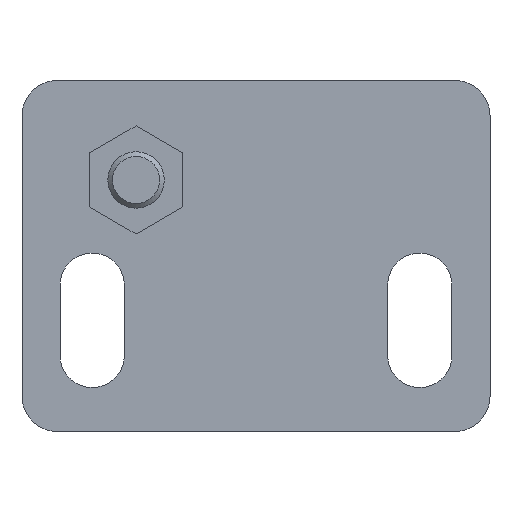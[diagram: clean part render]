
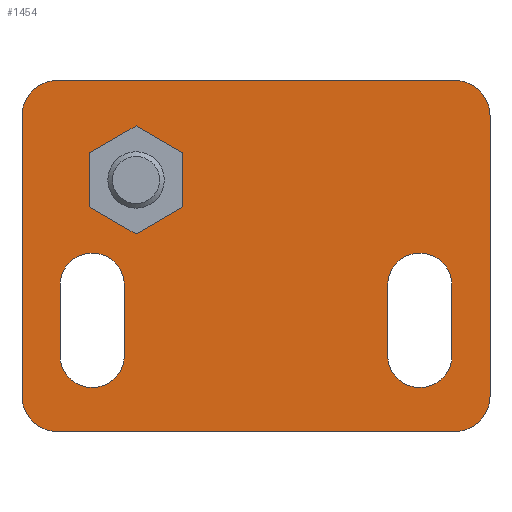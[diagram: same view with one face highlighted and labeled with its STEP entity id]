
A CAD part, left-side view. The second image highlights one B-rep face of the part: STEP entity #1454.
In plain terms, the highlighted face is planar.
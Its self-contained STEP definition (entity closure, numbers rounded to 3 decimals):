
#29=LINE('',#1947,#129);
#30=LINE('',#1951,#130);
#31=LINE('',#1955,#131);
#32=LINE('',#1959,#132);
#33=LINE('',#1963,#133);
#34=LINE('',#1967,#134);
#35=LINE('',#1971,#135);
#36=LINE('',#1975,#136);
#37=LINE('',#1976,#137);
#38=LINE('',#1979,#138);
#39=LINE('',#1981,#139);
#40=LINE('',#1983,#140);
#41=LINE('',#1985,#141);
#42=LINE('',#1987,#142);
#129=VECTOR('',#1637,1000.);
#130=VECTOR('',#1640,1000.);
#131=VECTOR('',#1643,1000.);
#132=VECTOR('',#1646,1000.);
#133=VECTOR('',#1649,1000.);
#134=VECTOR('',#1652,1000.);
#135=VECTOR('',#1655,1000.);
#136=VECTOR('',#1658,1000.);
#137=VECTOR('',#1659,1000.);
#138=VECTOR('',#1660,1000.);
#139=VECTOR('',#1661,1000.);
#140=VECTOR('',#1662,1000.);
#141=VECTOR('',#1663,1000.);
#142=VECTOR('',#1664,1000.);
#229=PLANE('',#1523);
#268=ORIENTED_EDGE('',*,*,#560,.F.);
#269=ORIENTED_EDGE('',*,*,#561,.F.);
#270=ORIENTED_EDGE('',*,*,#562,.F.);
#271=ORIENTED_EDGE('',*,*,#563,.F.);
#272=ORIENTED_EDGE('',*,*,#564,.F.);
#273=ORIENTED_EDGE('',*,*,#565,.F.);
#274=ORIENTED_EDGE('',*,*,#566,.F.);
#275=ORIENTED_EDGE('',*,*,#567,.F.);
#276=ORIENTED_EDGE('',*,*,#568,.T.);
#277=ORIENTED_EDGE('',*,*,#569,.T.);
#278=ORIENTED_EDGE('',*,*,#570,.T.);
#279=ORIENTED_EDGE('',*,*,#571,.T.);
#280=ORIENTED_EDGE('',*,*,#572,.T.);
#281=ORIENTED_EDGE('',*,*,#573,.T.);
#282=ORIENTED_EDGE('',*,*,#574,.T.);
#283=ORIENTED_EDGE('',*,*,#575,.T.);
#284=ORIENTED_EDGE('',*,*,#576,.T.);
#285=ORIENTED_EDGE('',*,*,#577,.T.);
#286=ORIENTED_EDGE('',*,*,#578,.T.);
#287=ORIENTED_EDGE('',*,*,#579,.T.);
#288=ORIENTED_EDGE('',*,*,#580,.T.);
#289=ORIENTED_EDGE('',*,*,#581,.T.);
#560=EDGE_CURVE('',#706,#707,#807,.T.);
#561=EDGE_CURVE('',#708,#706,#29,.T.);
#562=EDGE_CURVE('',#709,#708,#808,.T.);
#563=EDGE_CURVE('',#710,#709,#30,.T.);
#564=EDGE_CURVE('',#711,#710,#809,.T.);
#565=EDGE_CURVE('',#712,#711,#31,.T.);
#566=EDGE_CURVE('',#713,#712,#810,.T.);
#567=EDGE_CURVE('',#707,#713,#32,.T.);
#568=EDGE_CURVE('',#714,#715,#811,.T.);
#569=EDGE_CURVE('',#715,#716,#33,.T.);
#570=EDGE_CURVE('',#716,#717,#812,.T.);
#571=EDGE_CURVE('',#717,#714,#34,.T.);
#572=EDGE_CURVE('',#718,#719,#813,.T.);
#573=EDGE_CURVE('',#719,#720,#35,.T.);
#574=EDGE_CURVE('',#720,#721,#814,.T.);
#575=EDGE_CURVE('',#721,#718,#36,.T.);
#576=EDGE_CURVE('',#722,#723,#37,.T.);
#577=EDGE_CURVE('',#723,#724,#38,.T.);
#578=EDGE_CURVE('',#724,#725,#39,.T.);
#579=EDGE_CURVE('',#725,#726,#40,.T.);
#580=EDGE_CURVE('',#726,#727,#41,.T.);
#581=EDGE_CURVE('',#727,#722,#42,.T.);
#706=VERTEX_POINT('',#1945);
#707=VERTEX_POINT('',#1946);
#708=VERTEX_POINT('',#1948);
#709=VERTEX_POINT('',#1950);
#710=VERTEX_POINT('',#1952);
#711=VERTEX_POINT('',#1954);
#712=VERTEX_POINT('',#1956);
#713=VERTEX_POINT('',#1958);
#714=VERTEX_POINT('',#1961);
#715=VERTEX_POINT('',#1962);
#716=VERTEX_POINT('',#1964);
#717=VERTEX_POINT('',#1966);
#718=VERTEX_POINT('',#1969);
#719=VERTEX_POINT('',#1970);
#720=VERTEX_POINT('',#1972);
#721=VERTEX_POINT('',#1974);
#722=VERTEX_POINT('',#1977);
#723=VERTEX_POINT('',#1978);
#724=VERTEX_POINT('',#1980);
#725=VERTEX_POINT('',#1982);
#726=VERTEX_POINT('',#1984);
#727=VERTEX_POINT('',#1986);
#807=CIRCLE('',#1524,3.);
#808=CIRCLE('',#1525,3.);
#809=CIRCLE('',#1526,3.);
#810=CIRCLE('',#1527,3.);
#811=CIRCLE('',#1528,2.75);
#812=CIRCLE('',#1529,2.75);
#813=CIRCLE('',#1530,2.75);
#814=CIRCLE('',#1531,2.75);
#851=EDGE_LOOP('',(#268,#269,#270,#271,#272,#273,#274,#275));
#852=EDGE_LOOP('',(#276,#277,#278,#279));
#853=EDGE_LOOP('',(#280,#281,#282,#283));
#854=EDGE_LOOP('',(#284,#285,#286,#287,#288,#289));
#932=FACE_BOUND('',#851,.T.);
#933=FACE_BOUND('',#852,.T.);
#934=FACE_BOUND('',#853,.T.);
#935=FACE_BOUND('',#854,.T.);
#1454=ADVANCED_FACE('',(#932,#933,#934,#935),#229,.F.);
#1523=AXIS2_PLACEMENT_3D('',#1943,#1633,#1634);
#1524=AXIS2_PLACEMENT_3D('',#1944,#1635,#1636);
#1525=AXIS2_PLACEMENT_3D('',#1949,#1638,#1639);
#1526=AXIS2_PLACEMENT_3D('',#1953,#1641,#1642);
#1527=AXIS2_PLACEMENT_3D('',#1957,#1644,#1645);
#1528=AXIS2_PLACEMENT_3D('',#1960,#1647,#1648);
#1529=AXIS2_PLACEMENT_3D('',#1965,#1650,#1651);
#1530=AXIS2_PLACEMENT_3D('',#1968,#1653,#1654);
#1531=AXIS2_PLACEMENT_3D('',#1973,#1656,#1657);
#1633=DIRECTION('',(0.,1.,0.));
#1634=DIRECTION('',(0.,0.,1.));
#1635=DIRECTION('',(0.,1.,0.));
#1636=DIRECTION('',(1.,0.,0.));
#1637=DIRECTION('',(-1.,0.,0.));
#1638=DIRECTION('',(0.,1.,0.));
#1639=DIRECTION('',(1.,0.,0.));
#1640=DIRECTION('',(0.,0.,-1.));
#1641=DIRECTION('',(0.,1.,0.));
#1642=DIRECTION('',(1.,0.,0.));
#1643=DIRECTION('',(1.,0.,0.));
#1644=DIRECTION('',(0.,1.,0.));
#1645=DIRECTION('',(1.,0.,0.));
#1646=DIRECTION('',(0.,0.,1.));
#1647=DIRECTION('',(0.,1.,0.));
#1648=DIRECTION('',(0.,0.,1.));
#1649=DIRECTION('',(-1.,0.,0.));
#1650=DIRECTION('',(0.,1.,0.));
#1651=DIRECTION('',(0.,0.,1.));
#1652=DIRECTION('',(1.,0.,0.));
#1653=DIRECTION('',(0.,1.,0.));
#1654=DIRECTION('',(0.,0.,1.));
#1655=DIRECTION('',(-1.,0.,0.));
#1656=DIRECTION('',(0.,1.,0.));
#1657=DIRECTION('',(0.,0.,1.));
#1658=DIRECTION('',(1.,0.,0.));
#1659=DIRECTION('',(-0.5,0.,0.866));
#1660=DIRECTION('',(0.5,0.,0.866));
#1661=DIRECTION('',(1.,0.,0.));
#1662=DIRECTION('',(0.5,0.,-0.866));
#1663=DIRECTION('',(-0.5,0.,-0.866));
#1664=DIRECTION('',(-1.,0.,0.));
#1943=CARTESIAN_POINT('',(-12.,-9.15,-17.));
#1944=CARTESIAN_POINT('',(-12.,-9.15,-17.));
#1945=CARTESIAN_POINT('',(-12.,-9.15,-20.));
#1946=CARTESIAN_POINT('',(-15.,-9.15,-17.));
#1947=CARTESIAN_POINT('',(12.,-9.15,-20.));
#1948=CARTESIAN_POINT('',(12.,-9.15,-20.));
#1949=CARTESIAN_POINT('',(12.,-9.15,-17.));
#1950=CARTESIAN_POINT('',(15.,-9.15,-17.));
#1951=CARTESIAN_POINT('',(15.,-9.15,17.));
#1952=CARTESIAN_POINT('',(15.,-9.15,17.));
#1953=CARTESIAN_POINT('',(12.,-9.15,17.));
#1954=CARTESIAN_POINT('',(12.,-9.15,20.));
#1955=CARTESIAN_POINT('',(-12.,-9.15,20.));
#1956=CARTESIAN_POINT('',(-12.,-9.15,20.));
#1957=CARTESIAN_POINT('',(-12.,-9.15,17.));
#1958=CARTESIAN_POINT('',(-15.,-9.15,17.));
#1959=CARTESIAN_POINT('',(-15.,-9.15,-17.));
#1960=CARTESIAN_POINT('',(8.5,-9.15,-14.));
#1961=CARTESIAN_POINT('',(8.5,-9.15,-11.25));
#1962=CARTESIAN_POINT('',(8.5,-9.15,-16.75));
#1963=CARTESIAN_POINT('',(-12.,-9.15,-16.75));
#1964=CARTESIAN_POINT('',(2.5,-9.15,-16.75));
#1965=CARTESIAN_POINT('',(2.5,-9.15,-14.));
#1966=CARTESIAN_POINT('',(2.5,-9.15,-11.25));
#1967=CARTESIAN_POINT('',(-12.,-9.15,-11.25));
#1968=CARTESIAN_POINT('',(8.5,-9.15,14.));
#1969=CARTESIAN_POINT('',(8.5,-9.15,16.75));
#1970=CARTESIAN_POINT('',(8.5,-9.15,11.25));
#1971=CARTESIAN_POINT('',(-12.,-9.15,11.25));
#1972=CARTESIAN_POINT('',(2.5,-9.15,11.25));
#1973=CARTESIAN_POINT('',(2.5,-9.15,14.));
#1974=CARTESIAN_POINT('',(2.5,-9.15,16.75));
#1975=CARTESIAN_POINT('',(-12.,-9.15,16.75));
#1976=CARTESIAN_POINT('',(-8.809,-9.15,-14.25));
#1977=CARTESIAN_POINT('',(-8.809,-9.15,-14.25));
#1978=CARTESIAN_POINT('',(-11.119,-9.15,-10.25));
#1979=CARTESIAN_POINT('',(-11.119,-9.15,-10.25));
#1980=CARTESIAN_POINT('',(-8.809,-9.15,-6.25));
#1981=CARTESIAN_POINT('',(-8.809,-9.15,-6.25));
#1982=CARTESIAN_POINT('',(-4.191,-9.15,-6.25));
#1983=CARTESIAN_POINT('',(-4.191,-9.15,-6.25));
#1984=CARTESIAN_POINT('',(-1.881,-9.15,-10.25));
#1985=CARTESIAN_POINT('',(-1.881,-9.15,-10.25));
#1986=CARTESIAN_POINT('',(-4.191,-9.15,-14.25));
#1987=CARTESIAN_POINT('',(-4.191,-9.15,-14.25));
